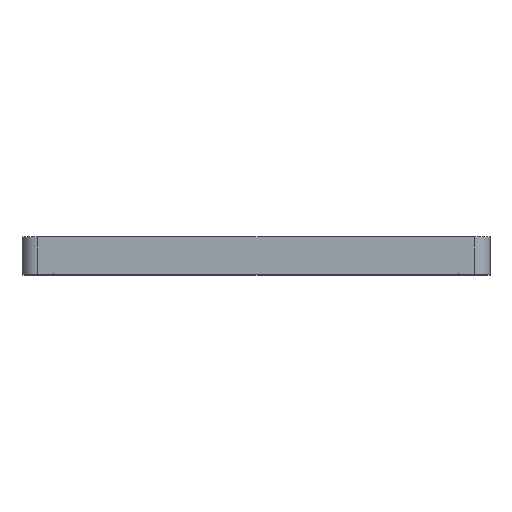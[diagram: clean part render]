
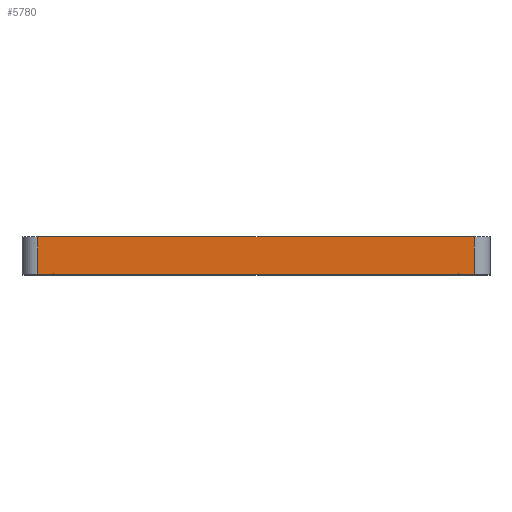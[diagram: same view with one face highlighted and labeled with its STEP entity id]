
A CAD part, top view. The second image highlights one B-rep face of the part: STEP entity #5780.
In plain terms, the highlighted planar face has unit normal (0, 0, 1).
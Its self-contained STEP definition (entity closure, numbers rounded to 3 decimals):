
#216 = LINE ( 'NONE', #217, #218 ) ;
#217 = CARTESIAN_POINT ( 'NONE',  ( -75., 12., 75. ) ) ;
#218 = VECTOR ( 'NONE', #219, 1000. ) ;
#219 = DIRECTION ( 'NONE',  ( 1., 0., 0. ) ) ;
#16969 = ORIENTED_EDGE ( 'NONE', *, *, #10340, .T. ) ;
#17859 = ORIENTED_EDGE ( 'NONE', *, *, #9959, .T. ) ;
#18970 = VERTEX_POINT ( 'NONE', #7194 ) ;
#3263 = VERTEX_POINT ( 'NONE', #3629 ) ;
#3401 = VERTEX_POINT ( 'NONE', #3884 ) ;
#3629 = CARTESIAN_POINT ( 'NONE',  ( 70., 0., 75. ) ) ;
#3884 = CARTESIAN_POINT ( 'NONE',  ( -70., 12., 75. ) ) ;
#4727 = EDGE_LOOP ( 'NONE', ( #16969, #17859, #14632, #11248 ) ) ;
#5780 = ADVANCED_FACE ( 'NONE', ( #11199 ), #11200, .F. ) ;
#7194 = CARTESIAN_POINT ( 'NONE',  ( 70., 12., 75. ) ) ;
#9959 = EDGE_CURVE ( 'NONE', #3263, #18970, #13936, .T. ) ;
#10340 = EDGE_CURVE ( 'NONE', #15755, #3263, #15290, .T. ) ;
#10663 = CARTESIAN_POINT ( 'NONE',  ( -70., 0., 75. ) ) ;
#10664 = LINE ( 'NONE', #10665, #10666 ) ;
#10665 = CARTESIAN_POINT ( 'NONE',  ( -70., 12., 75. ) ) ;
#10666 = VECTOR ( 'NONE', #10667, 1000. ) ;
#10667 = DIRECTION ( 'NONE',  ( 0., -1., 0. ) ) ;
#11199 = FACE_OUTER_BOUND ( 'NONE', #4727, .T. ) ;
#11200 = PLANE ( 'NONE',  #11201 ) ;
#11201 = AXIS2_PLACEMENT_3D ( 'NONE', #11202, #11203, #11204 ) ;
#11202 = CARTESIAN_POINT ( 'NONE',  ( -75., 12., 75. ) ) ;
#11203 = DIRECTION ( 'NONE',  ( 0., 0., -1. ) ) ;
#11204 = DIRECTION ( 'NONE',  ( -1., 0., 0. ) ) ;
#11248 = ORIENTED_EDGE ( 'NONE', *, *, #15788, .T. ) ;
#12291 = EDGE_CURVE ( 'NONE', #3401, #18970, #216, .T. ) ;
#13936 = LINE ( 'NONE', #13937, #13938 ) ;
#13937 = CARTESIAN_POINT ( 'NONE',  ( 70., 12., 75. ) ) ;
#13938 = VECTOR ( 'NONE', #13939, 1000. ) ;
#13939 = DIRECTION ( 'NONE',  ( 0., 1., 0. ) ) ;
#14632 = ORIENTED_EDGE ( 'NONE', *, *, #12291, .F. ) ;
#15290 = LINE ( 'NONE', #15291, #15292 ) ;
#15291 = CARTESIAN_POINT ( 'NONE',  ( -75., 0., 75. ) ) ;
#15292 = VECTOR ( 'NONE', #15293, 1000. ) ;
#15293 = DIRECTION ( 'NONE',  ( 1., 0., 0. ) ) ;
#15755 = VERTEX_POINT ( 'NONE', #10663 ) ;
#15788 = EDGE_CURVE ( 'NONE', #3401, #15755, #10664, .T. ) ;
